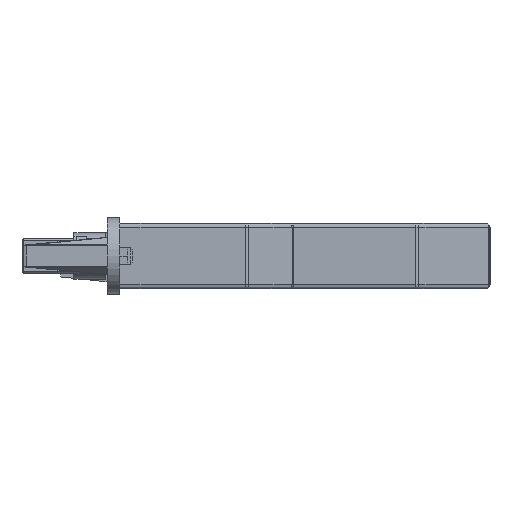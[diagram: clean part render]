
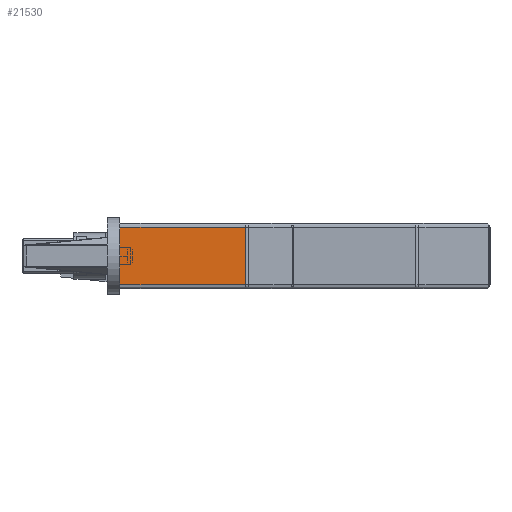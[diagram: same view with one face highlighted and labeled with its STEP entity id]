
A CAD part, front view. The second image highlights one B-rep face of the part: STEP entity #21530.
In plain terms, the highlighted planar face has unit normal (0, -1, 0).
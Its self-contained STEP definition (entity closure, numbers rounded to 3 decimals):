
#437 = ORIENTED_EDGE ( 'NONE', *, *, #1728, .T. ) ;
#630 = VECTOR ( 'NONE', #6468, 1000. ) ;
#805 = CARTESIAN_POINT ( 'NONE',  ( 16.086, -33.75, 11.25 ) ) ;
#1241 = CARTESIAN_POINT ( 'NONE',  ( 16.086, -33.75, 12.25 ) ) ;
#1728 = EDGE_CURVE ( 'NONE', #9516, #18096, #18996, .T. ) ;
#1837 = CARTESIAN_POINT ( 'NONE',  ( 27.3, -33.75, 12.25 ) ) ;
#1987 = ORIENTED_EDGE ( 'NONE', *, *, #6810, .T. ) ;
#2497 = CARTESIAN_POINT ( 'NONE',  ( -13.5, -33.75, 11.25 ) ) ;
#2662 = CARTESIAN_POINT ( 'NONE',  ( 27.3, -33.75, -2.25 ) ) ;
#2840 = ORIENTED_EDGE ( 'NONE', *, *, #10597, .T. ) ;
#3834 = CARTESIAN_POINT ( 'NONE',  ( -13.5, -33.75, -2.25 ) ) ;
#4649 = VECTOR ( 'NONE', #12171, 1000. ) ;
#5402 = ORIENTED_EDGE ( 'NONE', *, *, #20704, .T. ) ;
#5462 = CARTESIAN_POINT ( 'NONE',  ( 27.3, -33.75, 11.25 ) ) ;
#5565 = LINE ( 'NONE', #14734, #17212 ) ;
#6468 = DIRECTION ( 'NONE',  ( 1., 0., 0. ) ) ;
#6810 = EDGE_CURVE ( 'NONE', #14665, #11620, #18329, .T. ) ;
#7772 = VECTOR ( 'NONE', #18214, 1000. ) ;
#8648 = EDGE_LOOP ( 'NONE', ( #2840, #1987, #5402, #437 ) ) ;
#9092 = DIRECTION ( 'NONE',  ( -1., 0., 0. ) ) ;
#9516 = VERTEX_POINT ( 'NONE', #3834 ) ;
#10506 = CARTESIAN_POINT ( 'NONE',  ( 16.086, -33.75, -2.25 ) ) ;
#10597 = EDGE_CURVE ( 'NONE', #18096, #14665, #11830, .T. ) ;
#11174 = DIRECTION ( 'NONE',  ( 0., 0., -1. ) ) ;
#11620 = VERTEX_POINT ( 'NONE', #2497 ) ;
#11830 = LINE ( 'NONE', #1241, #4649 ) ;
#12171 = DIRECTION ( 'NONE',  ( 0., 0., 1. ) ) ;
#14665 = VERTEX_POINT ( 'NONE', #805 ) ;
#14734 = CARTESIAN_POINT ( 'NONE',  ( -13.5, -33.75, 12.25 ) ) ;
#17212 = VECTOR ( 'NONE', #11174, 1000. ) ;
#18096 = VERTEX_POINT ( 'NONE', #10506 ) ;
#18144 = FACE_OUTER_BOUND ( 'NONE', #8648, .T. ) ;
#18214 = DIRECTION ( 'NONE',  ( -1., 0., 0. ) ) ;
#18329 = LINE ( 'NONE', #5462, #7772 ) ;
#18996 = LINE ( 'NONE', #2662, #630 ) ;
#20704 = EDGE_CURVE ( 'NONE', #11620, #9516, #5565, .T. ) ;
#21067 = AXIS2_PLACEMENT_3D ( 'NONE', #1837, #21480, #9092 ) ;
#21480 = DIRECTION ( 'NONE',  ( 0., 1., 0. ) ) ;
#21530 = ADVANCED_FACE ( 'NONE', ( #18144 ), #21708, .F. ) ;
#21708 = PLANE ( 'NONE',  #21067 ) ;
